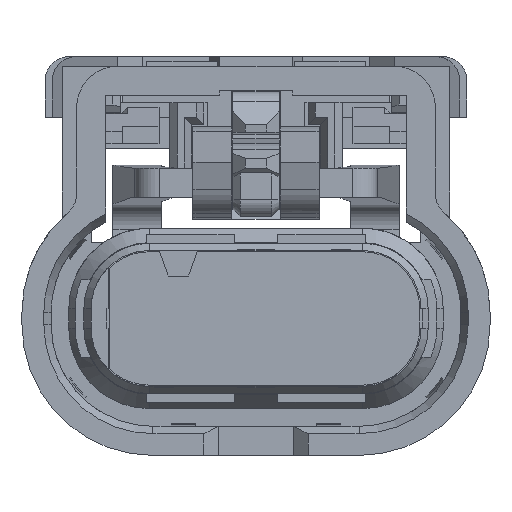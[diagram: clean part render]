
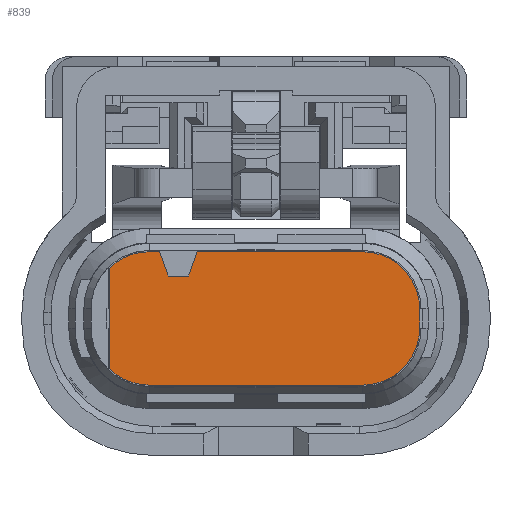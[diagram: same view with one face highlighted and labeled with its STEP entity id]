
A CAD part, front view. The second image highlights one B-rep face of the part: STEP entity #839.
In plain terms, the highlighted planar face has unit normal (0, -1, 0).
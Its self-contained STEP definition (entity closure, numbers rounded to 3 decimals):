
#387=CIRCLE('',#12516,2.35);
#388=CIRCLE('',#12517,2.35);
#389=CIRCLE('',#12518,2.35);
#390=CIRCLE('',#12519,2.35);
#839=ADVANCED_FACE('',(#1927),#1350,.F.);
#1350=PLANE('',#12520);
#1927=FACE_OUTER_BOUND('',#2533,.T.);
#2533=EDGE_LOOP('',(#5084,#5085,#5086,#5087,#5088,#5089,#5090,#5091,#5092,
#5093,#5094,#5095));
#5084=ORIENTED_EDGE('',*,*,#7289,.T.);
#5085=ORIENTED_EDGE('',*,*,#8522,.T.);
#5086=ORIENTED_EDGE('',*,*,#8523,.F.);
#5087=ORIENTED_EDGE('',*,*,#8524,.F.);
#5088=ORIENTED_EDGE('',*,*,#7287,.T.);
#5089=ORIENTED_EDGE('',*,*,#8525,.F.);
#5090=ORIENTED_EDGE('',*,*,#8526,.T.);
#5091=ORIENTED_EDGE('',*,*,#8527,.T.);
#5092=ORIENTED_EDGE('',*,*,#8528,.T.);
#5093=ORIENTED_EDGE('',*,*,#8529,.T.);
#5094=ORIENTED_EDGE('',*,*,#8530,.T.);
#5095=ORIENTED_EDGE('',*,*,#8531,.T.);
#6179=VERTEX_POINT('',#15911);
#6181=VERTEX_POINT('',#15915);
#6182=VERTEX_POINT('',#15919);
#6184=VERTEX_POINT('',#15922);
#6998=VERTEX_POINT('',#18486);
#6999=VERTEX_POINT('',#18488);
#7000=VERTEX_POINT('',#18491);
#7001=VERTEX_POINT('',#18493);
#7002=VERTEX_POINT('',#18495);
#7003=VERTEX_POINT('',#18497);
#7004=VERTEX_POINT('',#18499);
#7005=VERTEX_POINT('',#18501);
#7287=EDGE_CURVE('',#6179,#6181,#9008,.T.);
#7289=EDGE_CURVE('',#6184,#6182,#9010,.T.);
#8522=EDGE_CURVE('',#6182,#6998,#10023,.T.);
#8523=EDGE_CURVE('',#6999,#6998,#10024,.T.);
#8524=EDGE_CURVE('',#6179,#6999,#10025,.T.);
#8525=EDGE_CURVE('',#7000,#6181,#387,.T.);
#8526=EDGE_CURVE('',#7000,#7001,#10026,.T.);
#8527=EDGE_CURVE('',#7001,#7002,#388,.T.);
#8528=EDGE_CURVE('',#7002,#7003,#10027,.T.);
#8529=EDGE_CURVE('',#7003,#7004,#389,.T.);
#8530=EDGE_CURVE('',#7004,#7005,#10028,.T.);
#8531=EDGE_CURVE('',#7005,#6184,#390,.T.);
#9008=LINE('',#15916,#10465);
#9010=LINE('',#15921,#10467);
#10023=LINE('',#18485,#11480);
#10024=LINE('',#18487,#11481);
#10025=LINE('',#18489,#11482);
#10026=LINE('',#18492,#11483);
#10027=LINE('',#18496,#11484);
#10028=LINE('',#18500,#11485);
#10465=VECTOR('',#12767,1.);
#10467=VECTOR('',#12771,1.);
#11480=VECTOR('',#14988,1.);
#11481=VECTOR('',#14989,1.);
#11482=VECTOR('',#14990,1.);
#11483=VECTOR('',#14993,1.);
#11484=VECTOR('',#14996,1.);
#11485=VECTOR('',#14999,1.);
#12516=AXIS2_PLACEMENT_3D('',#18490,#14991,#14992);
#12517=AXIS2_PLACEMENT_3D('',#18494,#14994,#14995);
#12518=AXIS2_PLACEMENT_3D('',#18498,#14997,#14998);
#12519=AXIS2_PLACEMENT_3D('',#18502,#15000,#15001);
#12520=AXIS2_PLACEMENT_3D('',#18503,#15002,#15003);
#12767=DIRECTION('',(-1.,0.,0.));
#12771=DIRECTION('',(-1.,0.,0.));
#14988=DIRECTION('',(-0.342,0.,-0.94));
#14989=DIRECTION('',(1.,0.,0.));
#14990=DIRECTION('',(0.342,0.,-0.94));
#14991=DIRECTION('',(0.,1.,0.));
#14992=DIRECTION('',(0.,0.,1.));
#14993=DIRECTION('',(0.,0.,-1.));
#14994=DIRECTION('',(0.,-1.,0.));
#14995=DIRECTION('',(0.,0.,1.));
#14996=DIRECTION('',(1.,0.,0.));
#14997=DIRECTION('',(0.,-1.,0.));
#14998=DIRECTION('',(0.,0.,1.));
#14999=DIRECTION('',(0.,0.,1.));
#15000=DIRECTION('',(0.,-1.,0.));
#15001=DIRECTION('',(0.,0.,1.));
#15002=DIRECTION('',(0.,1.,0.));
#15003=DIRECTION('',(0.,0.,1.));
#15911=CARTESIAN_POINT('',(-3.982,-19.,2.75));
#15915=CARTESIAN_POINT('',(-4.4,-19.,2.75));
#15916=CARTESIAN_POINT('',(-4.4,-19.,2.75));
#15919=CARTESIAN_POINT('',(-2.418,-19.,2.75));
#15921=CARTESIAN_POINT('',(-4.4,-19.,2.75));
#15922=CARTESIAN_POINT('',(4.4,-19.,2.75));
#18485=CARTESIAN_POINT('',(-2.4,-19.,2.8));
#18486=CARTESIAN_POINT('',(-2.782,-19.,1.75));
#18487=CARTESIAN_POINT('',(-4.4,-19.,1.75));
#18488=CARTESIAN_POINT('',(-3.618,-19.,1.75));
#18489=CARTESIAN_POINT('',(-3.275,-19.,0.809));
#18490=CARTESIAN_POINT('',(-4.4,-19.,0.4));
#18491=CARTESIAN_POINT('',(-6.05,-19.,2.073));
#18492=CARTESIAN_POINT('',(-6.05,-19.,0.4));
#18493=CARTESIAN_POINT('',(-6.05,-19.,-2.073));
#18494=CARTESIAN_POINT('',(-4.4,-19.,-0.4));
#18495=CARTESIAN_POINT('',(-4.4,-19.,-2.75));
#18496=CARTESIAN_POINT('',(-4.4,-19.,-2.75));
#18497=CARTESIAN_POINT('',(4.4,-19.,-2.75));
#18498=CARTESIAN_POINT('',(4.4,-19.,-0.4));
#18499=CARTESIAN_POINT('',(6.75,-19.,-0.4));
#18500=CARTESIAN_POINT('',(6.75,-19.,0.4));
#18501=CARTESIAN_POINT('',(6.75,-19.,0.4));
#18502=CARTESIAN_POINT('',(4.4,-19.,0.4));
#18503=CARTESIAN_POINT('',(-4.4,-19.,0.4));
